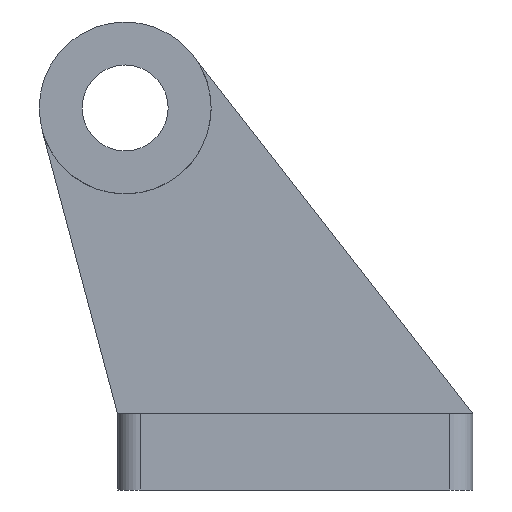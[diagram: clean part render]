
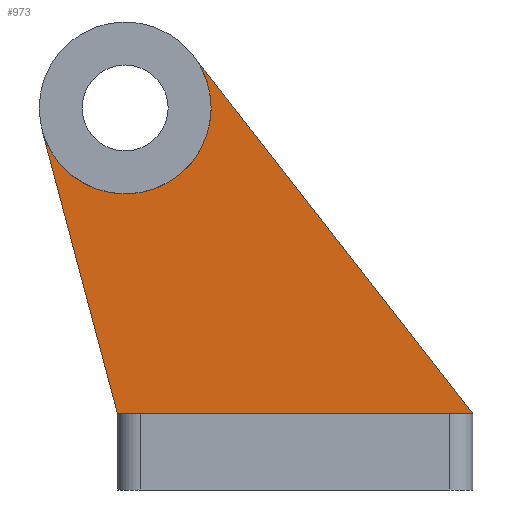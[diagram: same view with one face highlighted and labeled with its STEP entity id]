
A CAD part, front view. The second image highlights one B-rep face of the part: STEP entity #973.
In plain terms, the highlighted planar face has unit normal (0, -1, 0).
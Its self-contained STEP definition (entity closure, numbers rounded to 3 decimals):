
#9 = AXIS2_PLACEMENT_3D ( 'NONE', #309, #440, #257 ) ;
#59 = AXIS2_PLACEMENT_3D ( 'NONE', #949, #869, #936 ) ;
#69 = EDGE_CURVE ( 'NONE', #412, #180, #463, .T. ) ;
#101 = EDGE_CURVE ( 'NONE', #434, #234, #712, .T. ) ;
#106 = EDGE_CURVE ( 'NONE', #234, #417, #557, .T. ) ;
#115 = EDGE_CURVE ( 'NONE', #434, #180, #690, .T. ) ;
#128 = AXIS2_PLACEMENT_3D ( 'NONE', #215, #335, #452 ) ;
#131 = EDGE_CURVE ( 'NONE', #417, #412, #523, .T. ) ;
#180 = VERTEX_POINT ( 'NONE', #406 ) ;
#191 = CARTESIAN_POINT ( 'NONE',  ( 0., 85.5, 40. ) ) ;
#203 = CARTESIAN_POINT ( 'NONE',  ( 68.656, 85.5, 40. ) ) ;
#215 = CARTESIAN_POINT ( 'NONE',  ( 4., 85.5, 200. ) ) ;
#234 = VERTEX_POINT ( 'NONE', #366 ) ;
#237 = DIRECTION ( 'NONE',  ( 1., 0., 0. ) ) ;
#257 = DIRECTION ( 'NONE',  ( 0., 0., -1. ) ) ;
#265 = DIRECTION ( 'NONE',  ( 0.257, 0., -0.966 ) ) ;
#309 = CARTESIAN_POINT ( 'NONE',  ( 4., 85.5, 200. ) ) ;
#335 = DIRECTION ( 'NONE',  ( 0., 1., 0. ) ) ;
#336 = CARTESIAN_POINT ( 'NONE',  ( 39.32, 85.5, -107.8 ) ) ;
#337 = DIRECTION ( 'NONE',  ( 0.615, 0., -0.788 ) ) ;
#343 = CARTESIAN_POINT ( 'NONE',  ( 39.471, 85.5, 227.692 ) ) ;
#366 = CARTESIAN_POINT ( 'NONE',  ( 4., 85.5, 155. ) ) ;
#384 = CARTESIAN_POINT ( 'NONE',  ( 209.47, 85.5, 9.937 ) ) ;
#393 = CARTESIAN_POINT ( 'NONE',  ( -39.487, 85.5, 188.431 ) ) ;
#406 = CARTESIAN_POINT ( 'NONE',  ( 186., 85.5, 40. ) ) ;
#412 = VERTEX_POINT ( 'NONE', #191 ) ;
#417 = VERTEX_POINT ( 'NONE', #393 ) ;
#434 = VERTEX_POINT ( 'NONE', #343 ) ;
#440 = DIRECTION ( 'NONE',  ( 0., 1., 0. ) ) ;
#452 = DIRECTION ( 'NONE',  ( 0., 0., -1. ) ) ;
#456 = VECTOR ( 'NONE', #265, 1000. ) ;
#463 = LINE ( 'NONE', #203, #561 ) ;
#468 = ORIENTED_EDGE ( 'NONE', *, *, #101, .T. ) ;
#523 = LINE ( 'NONE', #336, #456 ) ;
#542 = ORIENTED_EDGE ( 'NONE', *, *, #131, .T. ) ;
#557 = CIRCLE ( 'NONE', #9, 45. ) ;
#561 = VECTOR ( 'NONE', #237, 1000. ) ;
#590 = EDGE_LOOP ( 'NONE', ( #663, #468, #672, #542, #736 ) ) ;
#663 = ORIENTED_EDGE ( 'NONE', *, *, #115, .F. ) ;
#672 = ORIENTED_EDGE ( 'NONE', *, *, #106, .T. ) ;
#690 = LINE ( 'NONE', #384, #729 ) ;
#712 = CIRCLE ( 'NONE', #128, 45. ) ;
#729 = VECTOR ( 'NONE', #337, 1000. ) ;
#736 = ORIENTED_EDGE ( 'NONE', *, *, #69, .T. ) ;
#819 = FACE_OUTER_BOUND ( 'NONE', #590, .T. ) ;
#869 = DIRECTION ( 'NONE',  ( 0., -1., 0. ) ) ;
#936 = DIRECTION ( 'NONE',  ( 0., 0., -1. ) ) ;
#946 = PLANE ( 'NONE',  #59 ) ;
#949 = CARTESIAN_POINT ( 'NONE',  ( 68.656, 85.5, -99.995 ) ) ;
#973 = ADVANCED_FACE ( 'NONE', ( #819 ), #946, .T. ) ;
